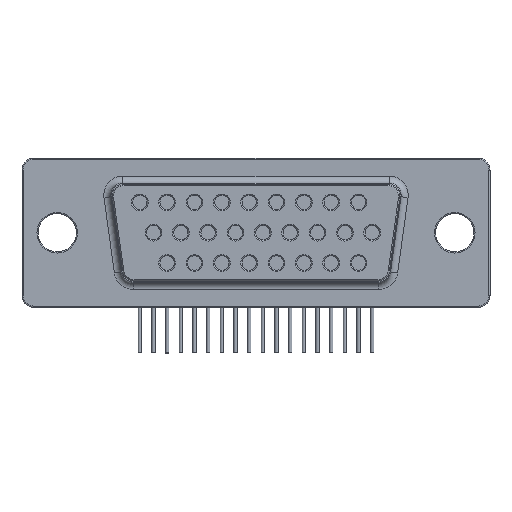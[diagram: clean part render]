
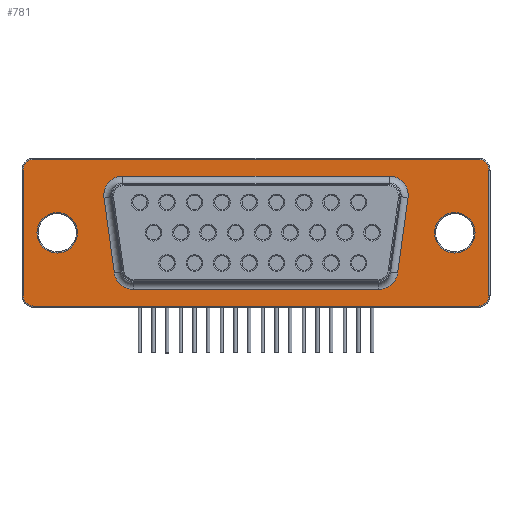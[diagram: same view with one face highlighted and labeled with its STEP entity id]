
A CAD part, front view. The second image highlights one B-rep face of the part: STEP entity #781.
In plain terms, the highlighted planar face has unit normal (0, -1, 0).
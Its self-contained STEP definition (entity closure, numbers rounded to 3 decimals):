
#36=DIRECTION('',(0.,-1.,0.));
#37=DIRECTION('',(0.,0.,1.));
#52=DIRECTION('',(0.,1.,0.));
#91=DIRECTION('',(0.991,0.,-0.137));
#106=DIRECTION('',(0.,0.,-1.));
#112=VECTOR('',#113,1.);
#113=DIRECTION('',(1.,0.,0.));
#121=DIRECTION('',(-0.991,0.,-0.137));
#173=VECTOR('',#174,1.);
#174=DIRECTION('',(-1.,0.,0.));
#215=CARTESIAN_POINT('',(-19.74,-14.78,9.4));
#480=VERTEX_POINT('',#481);
#481=CARTESIAN_POINT('',(-21.325,-14.78,9.181));
#485=DIRECTION('',(-0.137,0.,0.991));
#490=VERTEX_POINT('',#491);
#491=CARTESIAN_POINT('',(-19.74,-14.78,11.));
#498=EDGE_CURVE('',#480,#490,#499,.T.);
#499=CIRCLE('',#500,1.6);
#500=AXIS2_PLACEMENT_3D('',#215,#52,#121);
#516=VECTOR('',#485,1.);
#537=CARTESIAN_POINT('',(2.565,-14.78,9.4));
#541=ORIENTED_EDGE('',*,*,#542,.T.);
#542=EDGE_CURVE('',#490,#543,#545,.T.);
#543=VERTEX_POINT('',#544);
#544=CARTESIAN_POINT('',(2.565,-14.78,11.));
#545=LINE('',#491,#112);
#570=CARTESIAN_POINT('',(-18.871,-14.78,3.1));
#583=VECTOR('',#584,1.);
#584=DIRECTION('',(-0.137,0.,-0.991));
#614=CARTESIAN_POINT('',(1.696,-14.78,3.1));
#771=VERTEX_POINT('',#772);
#772=CARTESIAN_POINT('',(-20.456,-14.78,2.881));
#776=ORIENTED_EDGE('',*,*,#777,.T.);
#777=EDGE_CURVE('',#771,#480,#778,.T.);
#778=LINE('',#772,#516);
#781=ADVANCED_FACE('',(#782,#811,#863,#872),#881,.T.);
#782=FACE_BOUND('',#783,.T.);
#783=EDGE_LOOP('',(#784,#791,#797,#802,#776,#806,#541,#807));
#784=ORIENTED_EDGE('',*,*,#785,.T.);
#785=EDGE_CURVE('',#786,#788,#790,.T.);
#786=VERTEX_POINT('',#787);
#787=CARTESIAN_POINT('',(4.15,-14.78,9.181));
#788=VERTEX_POINT('',#789);
#789=CARTESIAN_POINT('',(3.281,-14.78,2.881));
#790=LINE('',#787,#583);
#791=ORIENTED_EDGE('',*,*,#792,.T.);
#792=EDGE_CURVE('',#788,#793,#795,.T.);
#793=VERTEX_POINT('',#794);
#794=CARTESIAN_POINT('',(1.696,-14.78,1.5));
#795=CIRCLE('',#796,1.6);
#796=AXIS2_PLACEMENT_3D('',#614,#52,#91);
#797=ORIENTED_EDGE('',*,*,#798,.T.);
#798=EDGE_CURVE('',#793,#799,#801,.T.);
#799=VERTEX_POINT('',#800);
#800=CARTESIAN_POINT('',(-18.871,-14.78,1.5));
#801=LINE('',#794,#173);
#802=ORIENTED_EDGE('',*,*,#803,.T.);
#803=EDGE_CURVE('',#799,#771,#804,.T.);
#804=CIRCLE('',#805,1.6);
#805=AXIS2_PLACEMENT_3D('',#570,#52,#106);
#806=ORIENTED_EDGE('',*,*,#498,.T.);
#807=ORIENTED_EDGE('',*,*,#808,.T.);
#808=EDGE_CURVE('',#543,#786,#809,.T.);
#809=CIRCLE('',#810,1.6);
#810=AXIS2_PLACEMENT_3D('',#537,#52,#37);
#811=FACE_BOUND('',#812,.T.);
#812=EDGE_LOOP('',(#813,#822,#827,#834,#840,#847,#852,#859));
#813=ORIENTED_EDGE('',*,*,#814,.T.);
#814=EDGE_CURVE('',#815,#817,#819,.T.);
#815=VERTEX_POINT('',#816);
#816=CARTESIAN_POINT('',(10.913,-14.78,11.5));
#817=VERTEX_POINT('',#818);
#818=CARTESIAN_POINT('',(10.013,-14.78,12.4));
#819=CIRCLE('',#820,0.9);
#820=AXIS2_PLACEMENT_3D('',#821,#36,#113);
#821=CARTESIAN_POINT('',(10.013,-14.78,11.5));
#822=ORIENTED_EDGE('',*,*,#823,.T.);
#823=EDGE_CURVE('',#817,#824,#826,.T.);
#824=VERTEX_POINT('',#825);
#825=CARTESIAN_POINT('',(-27.188,-14.78,12.4));
#826=LINE('',#818,#173);
#827=ORIENTED_EDGE('',*,*,#828,.T.);
#828=EDGE_CURVE('',#824,#829,#831,.T.);
#829=VERTEX_POINT('',#830);
#830=CARTESIAN_POINT('',(-28.088,-14.78,11.5));
#831=CIRCLE('',#832,0.9);
#832=AXIS2_PLACEMENT_3D('',#833,#36,#37);
#833=CARTESIAN_POINT('',(-27.188,-14.78,11.5));
#834=ORIENTED_EDGE('',*,*,#835,.T.);
#835=EDGE_CURVE('',#829,#836,#838,.T.);
#836=VERTEX_POINT('',#837);
#837=CARTESIAN_POINT('',(-28.088,-14.78,1.));
#838=LINE('',#830,#839);
#839=VECTOR('',#106,1.);
#840=ORIENTED_EDGE('',*,*,#841,.T.);
#841=EDGE_CURVE('',#836,#842,#844,.T.);
#842=VERTEX_POINT('',#843);
#843=CARTESIAN_POINT('',(-27.188,-14.78,0.1));
#844=CIRCLE('',#845,0.9);
#845=AXIS2_PLACEMENT_3D('',#846,#36,#174);
#846=CARTESIAN_POINT('',(-27.188,-14.78,1.));
#847=ORIENTED_EDGE('',*,*,#848,.T.);
#848=EDGE_CURVE('',#842,#849,#851,.T.);
#849=VERTEX_POINT('',#850);
#850=CARTESIAN_POINT('',(10.013,-14.78,0.1));
#851=LINE('',#843,#112);
#852=ORIENTED_EDGE('',*,*,#853,.T.);
#853=EDGE_CURVE('',#849,#854,#856,.T.);
#854=VERTEX_POINT('',#855);
#855=CARTESIAN_POINT('',(10.913,-14.78,1.));
#856=CIRCLE('',#857,0.9);
#857=AXIS2_PLACEMENT_3D('',#858,#36,#106);
#858=CARTESIAN_POINT('',(10.013,-14.78,1.));
#859=ORIENTED_EDGE('',*,*,#860,.T.);
#860=EDGE_CURVE('',#854,#815,#861,.T.);
#861=LINE('',#855,#862);
#862=VECTOR('',#37,1.);
#863=FACE_BOUND('',#864,.T.);
#864=EDGE_LOOP('',(#865));
#865=ORIENTED_EDGE('',*,*,#866,.F.);
#866=EDGE_CURVE('',#867,#867,#869,.T.);
#867=VERTEX_POINT('',#868);
#868=CARTESIAN_POINT('',(-23.538,-14.78,6.25));
#869=CIRCLE('',#870,1.7);
#870=AXIS2_PLACEMENT_3D('',#871,#36,#113);
#871=CARTESIAN_POINT('',(-25.238,-14.78,6.25));
#872=FACE_BOUND('',#873,.T.);
#873=EDGE_LOOP('',(#874));
#874=ORIENTED_EDGE('',*,*,#875,.F.);
#875=EDGE_CURVE('',#876,#876,#878,.T.);
#876=VERTEX_POINT('',#877);
#877=CARTESIAN_POINT('',(9.763,-14.78,6.25));
#878=CIRCLE('',#879,1.7);
#879=AXIS2_PLACEMENT_3D('',#880,#36,#113);
#880=CARTESIAN_POINT('',(8.063,-14.78,6.25));
#881=PLANE('',#882);
#882=AXIS2_PLACEMENT_3D('',#883,#36,#113);
#883=CARTESIAN_POINT('',(-8.588,-14.78,6.25));
